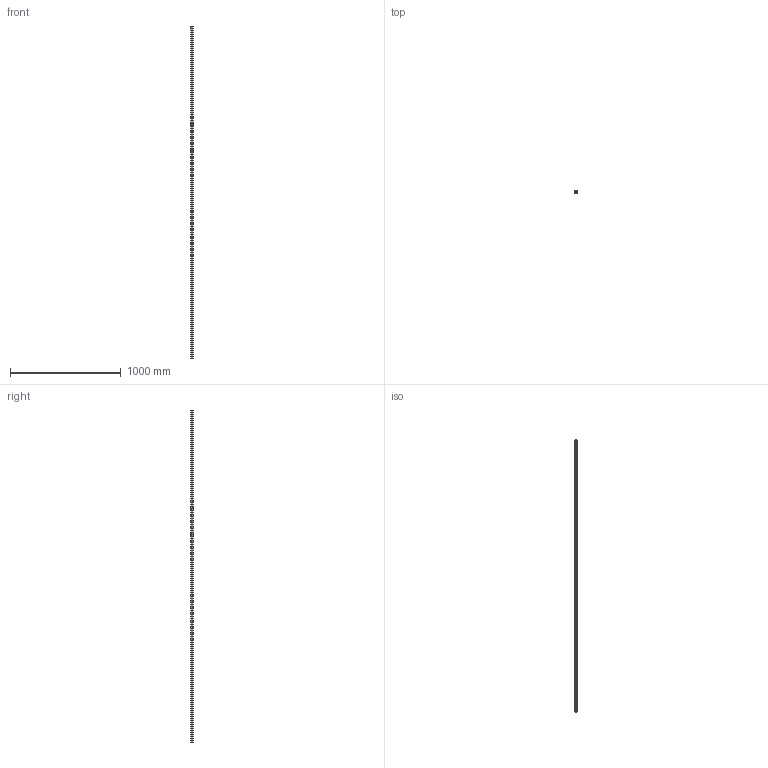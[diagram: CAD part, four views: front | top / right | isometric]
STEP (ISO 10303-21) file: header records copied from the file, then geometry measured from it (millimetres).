
FILE_DESCRIPTION (( 'STEP AP203' ), '1' );
FILE_NAME ('55305-240.STEP', '2018-04-30T07:35:46', ( '' ), ( '' ), 'SwSTEP 2.0', 'SolidWorks 2015', '' );
FILE_SCHEMA (( 'CONFIG_CONTROL_DESIGN' ));
Length unit declared in the file: millimetre
Products named in the file (1): 55305-240
Bounding box: 20 x 20 x 3000 mm (x, y, z)
Volume: 232411.2 mm3; surface area: 495153 mm2
Topology: 1 solids, 1 shells, 261 faces, 708 edges, 472 vertices
Faces by surface type: plane 139, bspline 110, cylinder 12
Entity records: 14347 total; most frequent: CARTESIAN_POINT 8416, ORIENTED_EDGE 1416, DIRECTION 816, EDGE_CURVE 708, VERTEX_POINT 472, LINE 464, VECTOR 464, EDGE_LOOP 284
